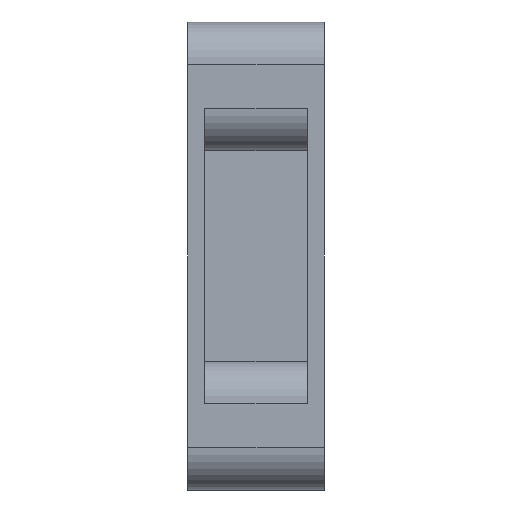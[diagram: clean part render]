
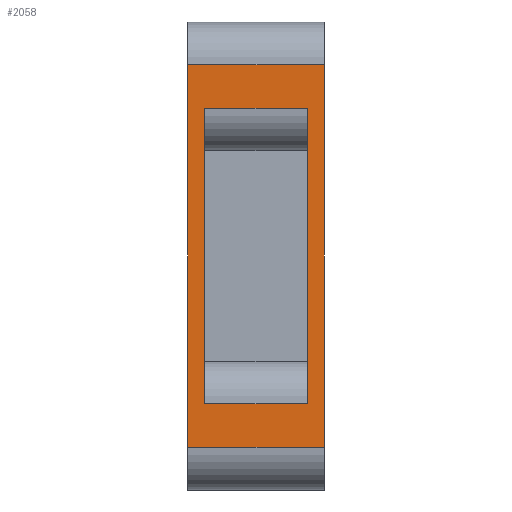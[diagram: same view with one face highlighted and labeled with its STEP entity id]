
A CAD part, left-side view. The second image highlights one B-rep face of the part: STEP entity #2058.
In plain terms, the highlighted planar face has unit normal (-1, 0, 0).
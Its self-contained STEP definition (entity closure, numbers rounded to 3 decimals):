
#729 = DIRECTION ( 'NONE',  ( 0., 0., 1. ) ) ;
#734 = DIRECTION ( 'NONE',  ( 0., 1., 0. ) ) ;
#789 = CARTESIAN_POINT ( 'NONE',  ( -75., 16., -45. ) ) ;
#1205 = DIRECTION ( 'NONE',  ( 0., 0., 1. ) ) ;
#1405 = EDGE_CURVE ( 'NONE', #13800, #7444, #14243, .T. ) ;
#1609 = EDGE_LOOP ( 'NONE', ( #12079, #5604, #10462, #13632 ) ) ;
#2058 = ADVANCED_FACE ( 'NONE', ( #4374, #5273 ), #10415, .T. ) ;
#2409 = CARTESIAN_POINT ( 'NONE',  ( -75., 16., -45. ) ) ;
#2920 = CARTESIAN_POINT ( 'NONE',  ( -75., -12., -34.75 ) ) ;
#2947 = DIRECTION ( 'NONE',  ( 0., 0., -1. ) ) ;
#3073 = VECTOR ( 'NONE', #10471, 1000. ) ;
#3191 = EDGE_CURVE ( 'NONE', #13553, #13800, #6597, .T. ) ;
#3550 = VECTOR ( 'NONE', #10752, 1000. ) ;
#3892 = CARTESIAN_POINT ( 'NONE',  ( -75., -16., 45. ) ) ;
#3898 = CARTESIAN_POINT ( 'NONE',  ( -75., -12., 34.75 ) ) ;
#4194 = ORIENTED_EDGE ( 'NONE', *, *, #8260, .F. ) ;
#4208 = VERTEX_POINT ( 'NONE', #9681 ) ;
#4374 = FACE_OUTER_BOUND ( 'NONE', #9137, .T. ) ;
#4584 = VECTOR ( 'NONE', #2947, 1000. ) ;
#5272 = CARTESIAN_POINT ( 'NONE',  ( -75., 12., 34.75 ) ) ;
#5273 = FACE_BOUND ( 'NONE', #1609, .T. ) ;
#5331 = LINE ( 'NONE', #12560, #14636 ) ;
#5604 = ORIENTED_EDGE ( 'NONE', *, *, #1405, .T. ) ;
#5632 = EDGE_CURVE ( 'NONE', #7546, #14513, #6026, .T. ) ;
#5746 = DIRECTION ( 'NONE',  ( -1., 0., 0. ) ) ;
#5884 = EDGE_CURVE ( 'NONE', #7546, #4208, #13531, .T. ) ;
#6026 = LINE ( 'NONE', #3892, #11015 ) ;
#6596 = LINE ( 'NONE', #12924, #3550 ) ;
#6597 = LINE ( 'NONE', #13279, #11780 ) ;
#6722 = VERTEX_POINT ( 'NONE', #3898 ) ;
#6724 = ORIENTED_EDGE ( 'NONE', *, *, #5632, .T. ) ;
#6897 = CARTESIAN_POINT ( 'NONE',  ( -75., 12., -34.75 ) ) ;
#7444 = VERTEX_POINT ( 'NONE', #5272 ) ;
#7546 = VERTEX_POINT ( 'NONE', #8958 ) ;
#8260 = EDGE_CURVE ( 'NONE', #13113, #14513, #13804, .T. ) ;
#8450 = AXIS2_PLACEMENT_3D ( 'NONE', #12584, #5746, #1205 ) ;
#8660 = CARTESIAN_POINT ( 'NONE',  ( -75., 12., -34.75 ) ) ;
#8802 = CARTESIAN_POINT ( 'NONE',  ( -75., -12., -34.75 ) ) ;
#8958 = CARTESIAN_POINT ( 'NONE',  ( -75., -16., 45. ) ) ;
#9137 = EDGE_LOOP ( 'NONE', ( #4194, #12709, #11960, #6724 ) ) ;
#9403 = VECTOR ( 'NONE', #729, 1000. ) ;
#9681 = CARTESIAN_POINT ( 'NONE',  ( -75., -16., -45. ) ) ;
#9756 = EDGE_CURVE ( 'NONE', #13553, #6722, #14772, .T. ) ;
#10415 = PLANE ( 'NONE',  #8450 ) ;
#10462 = ORIENTED_EDGE ( 'NONE', *, *, #13359, .F. ) ;
#10471 = DIRECTION ( 'NONE',  ( 0., 0., 1. ) ) ;
#10634 = VECTOR ( 'NONE', #12290, 1000. ) ;
#10752 = DIRECTION ( 'NONE',  ( 0., 1., 0. ) ) ;
#11015 = VECTOR ( 'NONE', #12024, 1000. ) ;
#11600 = DIRECTION ( 'NONE',  ( 0., 1., 0. ) ) ;
#11780 = VECTOR ( 'NONE', #734, 1000. ) ;
#11960 = ORIENTED_EDGE ( 'NONE', *, *, #5884, .F. ) ;
#12024 = DIRECTION ( 'NONE',  ( 0., 1., 0. ) ) ;
#12079 = ORIENTED_EDGE ( 'NONE', *, *, #3191, .T. ) ;
#12290 = DIRECTION ( 'NONE',  ( 0., 0., 1. ) ) ;
#12560 = CARTESIAN_POINT ( 'NONE',  ( -75., -12., 34.75 ) ) ;
#12584 = CARTESIAN_POINT ( 'NONE',  ( -75., 0., 55. ) ) ;
#12709 = ORIENTED_EDGE ( 'NONE', *, *, #14397, .F. ) ;
#12924 = CARTESIAN_POINT ( 'NONE',  ( -75., -16., -45. ) ) ;
#13113 = VERTEX_POINT ( 'NONE', #789 ) ;
#13279 = CARTESIAN_POINT ( 'NONE',  ( -75., -12., -34.75 ) ) ;
#13359 = EDGE_CURVE ( 'NONE', #6722, #7444, #5331, .T. ) ;
#13433 = CARTESIAN_POINT ( 'NONE',  ( -75., -16., 45. ) ) ;
#13531 = LINE ( 'NONE', #13433, #4584 ) ;
#13553 = VERTEX_POINT ( 'NONE', #2920 ) ;
#13632 = ORIENTED_EDGE ( 'NONE', *, *, #9756, .F. ) ;
#13800 = VERTEX_POINT ( 'NONE', #6897 ) ;
#13804 = LINE ( 'NONE', #2409, #3073 ) ;
#14243 = LINE ( 'NONE', #8660, #9403 ) ;
#14397 = EDGE_CURVE ( 'NONE', #4208, #13113, #6596, .T. ) ;
#14513 = VERTEX_POINT ( 'NONE', #14569 ) ;
#14569 = CARTESIAN_POINT ( 'NONE',  ( -75., 16., 45. ) ) ;
#14636 = VECTOR ( 'NONE', #11600, 1000. ) ;
#14772 = LINE ( 'NONE', #8802, #10634 ) ;
